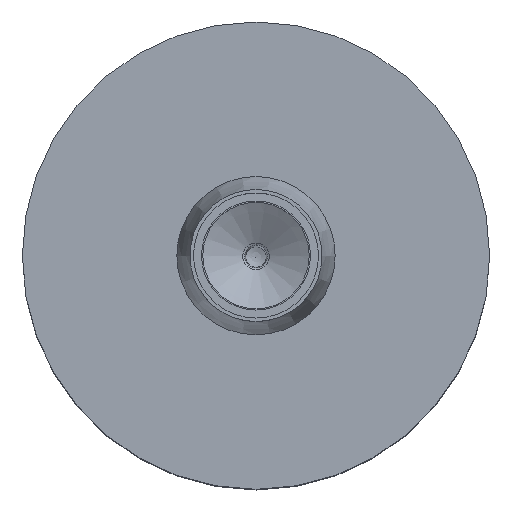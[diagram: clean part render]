
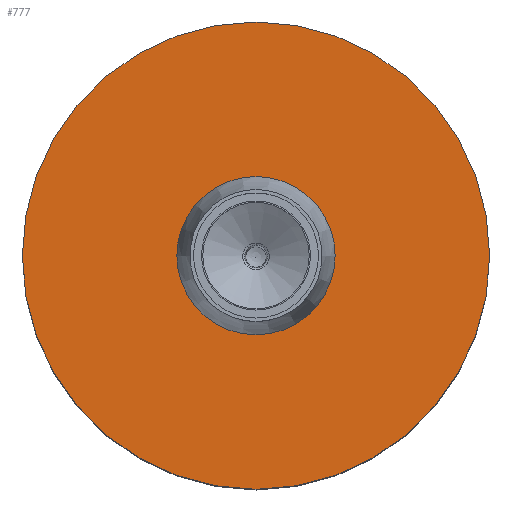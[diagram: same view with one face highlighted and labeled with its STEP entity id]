
A CAD part, top view. The second image highlights one B-rep face of the part: STEP entity #777.
In plain terms, the highlighted planar face has unit normal (0, 0, 1).
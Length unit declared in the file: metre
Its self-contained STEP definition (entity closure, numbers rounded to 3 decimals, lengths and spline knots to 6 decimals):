
#75=ORIENTED_EDGE('',*,*,#226,.T.);
#76=ORIENTED_EDGE('',*,*,#227,.F.);
#226=EDGE_CURVE('',#302,#302,#378,.T.);
#227=EDGE_CURVE('',#303,#303,#379,.T.);
#302=VERTEX_POINT('',#1345);
#303=VERTEX_POINT('',#1347);
#378=CIRCLE('',#875,0.273484);
#379=CIRCLE('',#876,0.807544);
#455=EDGE_LOOP('',(#75));
#456=EDGE_LOOP('',(#76));
#607=FACE_BOUND('',#455,.T.);
#608=FACE_BOUND('',#456,.T.);
#753=PLANE('',#874);
#777=ADVANCED_FACE('',(#607,#608),#753,.T.);
#874=AXIS2_PLACEMENT_3D('',#1343,#1040,#1041);
#875=AXIS2_PLACEMENT_3D('',#1344,#1042,#1043);
#876=AXIS2_PLACEMENT_3D('',#1346,#1044,#1045);
#1040=DIRECTION('',(0.,0.,1.));
#1041=DIRECTION('',(1.,0.,0.));
#1042=DIRECTION('',(0.,0.,-1.));
#1043=DIRECTION('',(-1.,0.,0.));
#1044=DIRECTION('',(0.,0.,-1.));
#1045=DIRECTION('',(-1.,0.,0.));
#1343=CARTESIAN_POINT('',(-0.540514,0.,1.431001));
#1344=CARTESIAN_POINT('',(0.,0.,1.431001));
#1345=CARTESIAN_POINT('',(-0.273484,0.,1.431001));
#1346=CARTESIAN_POINT('',(0.,0.,1.431001));
#1347=CARTESIAN_POINT('',(-0.807544,0.,1.431001));
